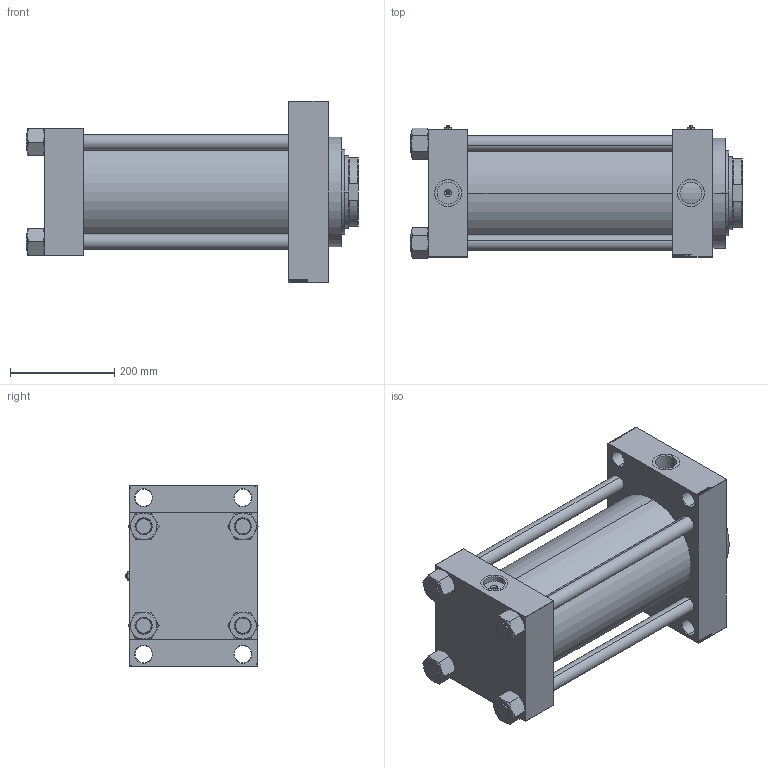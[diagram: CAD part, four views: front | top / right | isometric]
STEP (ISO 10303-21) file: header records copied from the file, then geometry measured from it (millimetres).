
FILE_DESCRIPTION (( 'STEP AP203' ), '1' );
FILE_NAME ('a751.STEP', '2022-04-15T04:14:42', ( '' ), ( '' ), 'SwSTEP 2.0', 'SolidWorks 2019', '' );
FILE_SCHEMA (( 'CONFIG_CONTROL_DESIGN' ));
Length unit declared in the file: millimetre
Products named in the file (7): V215CR_VCP_D 8dac5651aedad64f623b59a4083704a1; a751; NUT_M5_D 8dac5651aedad64f623b59a4083704a1; V215_VC_A 8dac5651aedad64f623b59a4083704a1; V215CR_D_Body 8dac5651aedad64f623b59a4083704a1; Zatka_pro_OIL_PORT 8dac5651aedad64f623b59a4083704a1; V215CR_D_TYCINKA 8dac5651aedad64f623b59a4083704a1
Assembly tree (13 placements, depth 2):
  a751
    V215CR_D_Body 8dac5651aedad64f623b59a4083704a1
    V215CR_VCP_D 8dac5651aedad64f623b59a4083704a1
    NUT_M5_D 8dac5651aedad64f623b59a4083704a1  x4
    V215CR_D_TYCINKA 8dac5651aedad64f623b59a4083704a1  x4
    V215_VC_A 8dac5651aedad64f623b59a4083704a1
    Zatka_pro_OIL_PORT 8dac5651aedad64f623b59a4083704a1  x2
Bounding box: 636 x 254.22 x 347 mm (x, y, z)
Volume: 20522849.2 mm3; surface area: 1725920.6 mm2
Topology: 13 solids, 13 shells, 1254 faces, 3143 edges, 2034 vertices
Faces by surface type: plane 593, bspline 368, cone 184, cylinder 101, torus 8
Entity records: 49822 total; most frequent: CARTESIAN_POINT 25850, ORIENTED_EDGE 5358, DIRECTION 3529, EDGE_CURVE 2679, VERTEX_POINT 1754, LINE 1575, VECTOR 1575, EDGE_LOOP 1197
